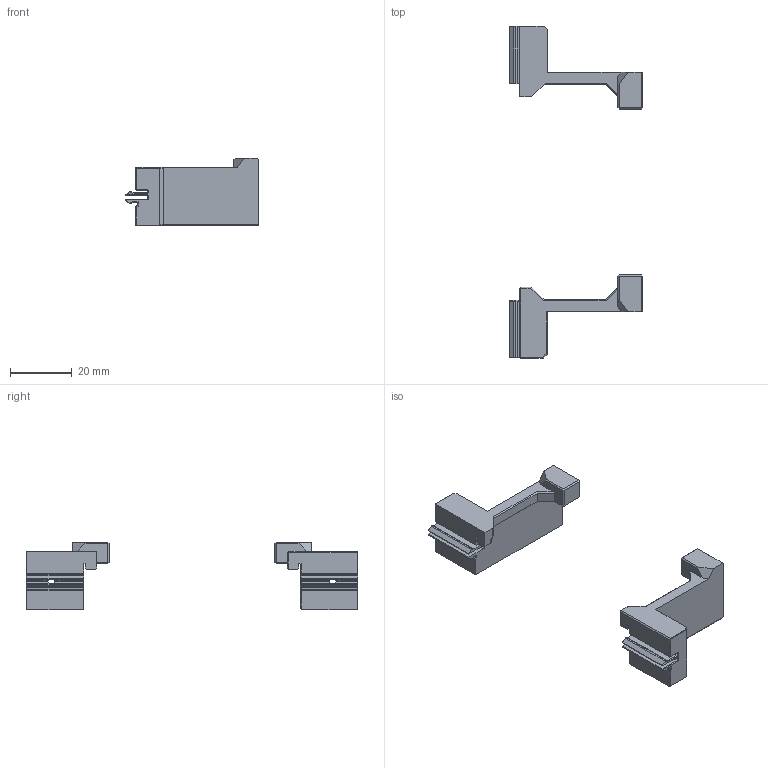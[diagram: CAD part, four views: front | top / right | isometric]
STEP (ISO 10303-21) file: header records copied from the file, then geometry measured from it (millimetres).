
FILE_DESCRIPTION(('HOOPS Exchange Step'),'2;1');
FILE_NAME('temp_export','2023-04-02T14:47:43-04:00',('CC2451'),('Shapr3D Limited'),'HOOPS Exchange 2021.2','Shapr3D','Authorized');
FILE_SCHEMA( ('AP203_CONFIGURATION_CONTROLLED_3D_DESIGN_OF_MECHANICAL_PARTS_AND_ASSEMBLIES_MIM_LF') );
Length unit declared in the file: millimetre
Products named in the file (4): Rear Brace v5:1 (1); Rear Brace v5:1; zerofilter_2021-09-25.step; 5DDDA157-F3DD-4DE5-A256-E97F2206515F.tmp
Assembly tree (3 placements, depth 3):
  5DDDA157-F3DD-4DE5-A256-E97F2206515F.tmp
    zerofilter_2021-09-25.step
      Rear Brace v5:1 (1)
      Rear Brace v5:1
Bounding box: 43.22 x 107.94 x 22 mm (x, y, z)
Volume: 11755.5 mm3; surface area: 7601.5 mm2
Topology: 2 solids, 2 shells, 266 faces, 660 edges, 400 vertices
Faces by surface type: plane 208, bspline 42, cylinder 8, cone 8
Full cylindrical faces by diameter (mm): 4.7 x2
Entity records: 9706 total; most frequent: CARTESIAN_POINT 3646, ORIENTED_EDGE 1320, DIRECTION 1060, EDGE_CURVE 660, VECTOR 552, LINE 552, VERTEX_POINT 400, EDGE_LOOP 272
